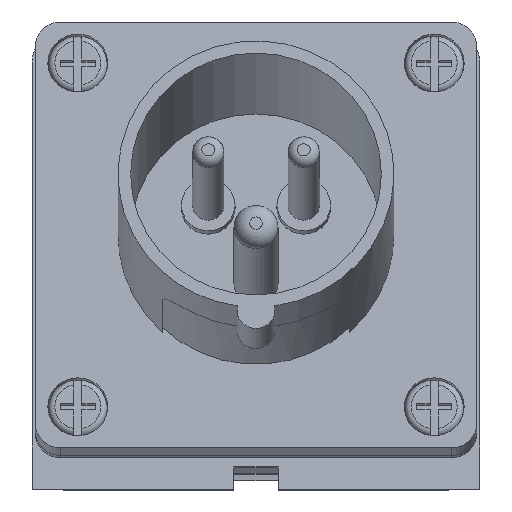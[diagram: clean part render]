
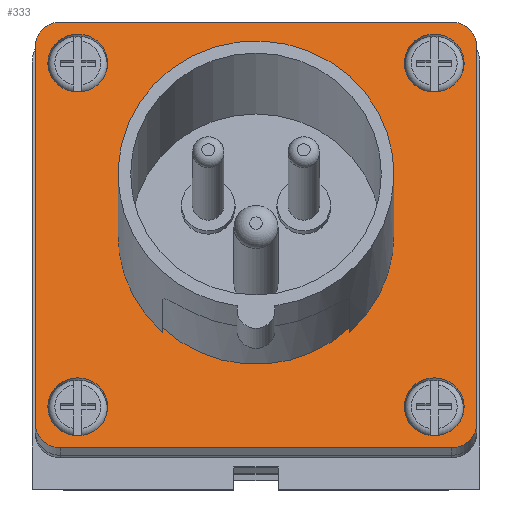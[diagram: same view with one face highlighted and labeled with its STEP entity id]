
A CAD part, top view. The second image highlights one B-rep face of the part: STEP entity #333.
In plain terms, the highlighted face is planar.
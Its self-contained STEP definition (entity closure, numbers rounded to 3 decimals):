
#241 = EDGE_CURVE ( 'NONE', #1794, #460, #2152, .T. ) ;
#278 = CARTESIAN_POINT ( 'NONE',  ( 28.25, 5., 33. ) ) ;
#333 = ADVANCED_FACE ( 'NONE', ( #3611, #6502, #6550, #5205, #4387, #7314 ), #1521, .F. ) ;
#432 = LINE ( 'NONE', #7109, #9346 ) ;
#460 = VERTEX_POINT ( 'NONE', #6444 ) ;
#523 = AXIS2_PLACEMENT_3D ( 'NONE', #1967, #7034, #8527 ) ;
#710 = AXIS2_PLACEMENT_3D ( 'NONE', #6364, #7238, #5751 ) ;
#820 = VERTEX_POINT ( 'NONE', #2917 ) ;
#822 = ORIENTED_EDGE ( 'NONE', *, *, #4182, .F. ) ;
#836 = CARTESIAN_POINT ( 'NONE',  ( -16.039, 5., 14.875 ) ) ;
#868 = CARTESIAN_POINT ( 'NONE',  ( 0., 5., 14.875 ) ) ;
#1027 = AXIS2_PLACEMENT_3D ( 'NONE', #1227, #3458, #2731 ) ;
#1047 = DIRECTION ( 'NONE',  ( 0., 0., 1. ) ) ;
#1225 = CARTESIAN_POINT ( 'NONE',  ( 35., 5., 31. ) ) ;
#1227 = CARTESIAN_POINT ( 'NONE',  ( -31., 5., 31. ) ) ;
#1253 = ORIENTED_EDGE ( 'NONE', *, *, #2200, .F. ) ;
#1345 = DIRECTION ( 'NONE',  ( 0., 0., -1. ) ) ;
#1423 = ORIENTED_EDGE ( 'NONE', *, *, #2668, .F. ) ;
#1446 = VERTEX_POINT ( 'NONE', #8992 ) ;
#1477 = CARTESIAN_POINT ( 'NONE',  ( 31., 5., -31. ) ) ;
#1521 = PLANE ( 'NONE',  #4409 ) ;
#1576 = CIRCLE ( 'NONE', #8204, 21.275 ) ;
#1749 = LINE ( 'NONE', #3303, #5821 ) ;
#1767 = CIRCLE ( 'NONE', #3626, 4. ) ;
#1794 = VERTEX_POINT ( 'NONE', #7135 ) ;
#1849 = EDGE_CURVE ( 'NONE', #8064, #3462, #4556, .T. ) ;
#1854 = ORIENTED_EDGE ( 'NONE', *, *, #3753, .T. ) ;
#1910 = DIRECTION ( 'NONE',  ( 0., 1., 0. ) ) ;
#1964 = EDGE_CURVE ( 'NONE', #5989, #1446, #1767, .T. ) ;
#1967 = CARTESIAN_POINT ( 'NONE',  ( 31., 5., 31. ) ) ;
#2112 = DIRECTION ( 'NONE',  ( 0., 1., 0. ) ) ;
#2152 = LINE ( 'NONE', #8183, #8093 ) ;
#2200 = EDGE_CURVE ( 'NONE', #8830, #8830, #5162, .T. ) ;
#2221 = VERTEX_POINT ( 'NONE', #8929 ) ;
#2375 = EDGE_CURVE ( 'NONE', #460, #4345, #1576, .T. ) ;
#2465 = CARTESIAN_POINT ( 'NONE',  ( 0., 5., 0. ) ) ;
#2527 = VECTOR ( 'NONE', #7569, 1000. ) ;
#2556 = DIRECTION ( 'NONE',  ( 0., 1., 0. ) ) ;
#2599 = LINE ( 'NONE', #4688, #2527 ) ;
#2668 = EDGE_CURVE ( 'NONE', #2221, #2221, #5926, .T. ) ;
#2731 = DIRECTION ( 'NONE',  ( 0., 0., -1. ) ) ;
#2885 = DIRECTION ( 'NONE',  ( 0., 0., -1. ) ) ;
#2917 = CARTESIAN_POINT ( 'NONE',  ( -35., 5., -31. ) ) ;
#2998 = CIRCLE ( 'NONE', #7753, 4.75 ) ;
#3141 = CARTESIAN_POINT ( 'NONE',  ( -35., 5., 31. ) ) ;
#3176 = CARTESIAN_POINT ( 'NONE',  ( 28.25, 5., 28.25 ) ) ;
#3177 = DIRECTION ( 'NONE',  ( 0., 1., 0. ) ) ;
#3292 = EDGE_CURVE ( 'NONE', #4925, #820, #6744, .T. ) ;
#3303 = CARTESIAN_POINT ( 'NONE',  ( -35., 5., -35. ) ) ;
#3454 = CARTESIAN_POINT ( 'NONE',  ( 28.25, 5., -28.25 ) ) ;
#3458 = DIRECTION ( 'NONE',  ( 0., 1., 0. ) ) ;
#3462 = VERTEX_POINT ( 'NONE', #1225 ) ;
#3611 = FACE_BOUND ( 'NONE', #4001, .T. ) ;
#3626 = AXIS2_PLACEMENT_3D ( 'NONE', #1477, #2112, #1345 ) ;
#3753 = EDGE_CURVE ( 'NONE', #1446, #4925, #2599, .T. ) ;
#3973 = DIRECTION ( 'NONE',  ( 0., 0., 1. ) ) ;
#3985 = CIRCLE ( 'NONE', #9371, 21.875 ) ;
#4001 = EDGE_LOOP ( 'NONE', ( #5836 ) ) ;
#4182 = EDGE_CURVE ( 'NONE', #6268, #6268, #2998, .T. ) ;
#4234 = AXIS2_PLACEMENT_3D ( 'NONE', #8563, #1910, #1047 ) ;
#4345 = VERTEX_POINT ( 'NONE', #7490 ) ;
#4386 = EDGE_CURVE ( 'NONE', #9391, #4345, #4561, .T. ) ;
#4387 = FACE_BOUND ( 'NONE', #6126, .T. ) ;
#4409 = AXIS2_PLACEMENT_3D ( 'NONE', #5784, #5105, #2885 ) ;
#4419 = CARTESIAN_POINT ( 'NONE',  ( 35., 5., -35. ) ) ;
#4556 = CIRCLE ( 'NONE', #523, 4. ) ;
#4561 = LINE ( 'NONE', #868, #8395 ) ;
#4562 = ORIENTED_EDGE ( 'NONE', *, *, #2375, .F. ) ;
#4688 = CARTESIAN_POINT ( 'NONE',  ( 35., 5., -35. ) ) ;
#4736 = CIRCLE ( 'NONE', #710, 4.75 ) ;
#4771 = CARTESIAN_POINT ( 'NONE',  ( 31., 5., 35. ) ) ;
#4863 = ORIENTED_EDGE ( 'NONE', *, *, #6794, .T. ) ;
#4903 = EDGE_CURVE ( 'NONE', #9135, #8283, #6730, .T. ) ;
#4925 = VERTEX_POINT ( 'NONE', #7795 ) ;
#4966 = ORIENTED_EDGE ( 'NONE', *, *, #4903, .T. ) ;
#5105 = DIRECTION ( 'NONE',  ( 0., -1., 0. ) ) ;
#5107 = EDGE_LOOP ( 'NONE', ( #1423 ) ) ;
#5162 = CIRCLE ( 'NONE', #4234, 4.75 ) ;
#5205 = FACE_BOUND ( 'NONE', #6636, .T. ) ;
#5336 = EDGE_CURVE ( 'NONE', #8283, #8064, #432, .T. ) ;
#5620 = ORIENTED_EDGE ( 'NONE', *, *, #1964, .T. ) ;
#5674 = DIRECTION ( 'NONE',  ( 0., 1., 0. ) ) ;
#5751 = DIRECTION ( 'NONE',  ( 0., 0., -1. ) ) ;
#5784 = CARTESIAN_POINT ( 'NONE',  ( 0., 5., 0. ) ) ;
#5821 = VECTOR ( 'NONE', #3973, 1000. ) ;
#5827 = CARTESIAN_POINT ( 'NONE',  ( -31., 5., 35. ) ) ;
#5836 = ORIENTED_EDGE ( 'NONE', *, *, #6591, .F. ) ;
#5883 = CARTESIAN_POINT ( 'NONE',  ( 0., 5., 0. ) ) ;
#5926 = CIRCLE ( 'NONE', #7148, 4.75 ) ;
#5989 = VERTEX_POINT ( 'NONE', #7447 ) ;
#6046 = ORIENTED_EDGE ( 'NONE', *, *, #241, .F. ) ;
#6109 = DIRECTION ( 'NONE',  ( 0., 0., 1. ) ) ;
#6110 = DIRECTION ( 'NONE',  ( 0., 0., -1. ) ) ;
#6126 = EDGE_LOOP ( 'NONE', ( #6972, #6129, #4562, #6046 ) ) ;
#6129 = ORIENTED_EDGE ( 'NONE', *, *, #4386, .T. ) ;
#6222 = VERTEX_POINT ( 'NONE', #7580 ) ;
#6243 = DIRECTION ( 'NONE',  ( 0., 1., 0. ) ) ;
#6268 = VERTEX_POINT ( 'NONE', #278 ) ;
#6364 = CARTESIAN_POINT ( 'NONE',  ( -28.25, 5., 28.25 ) ) ;
#6390 = DIRECTION ( 'NONE',  ( 0., 0., -1. ) ) ;
#6444 = CARTESIAN_POINT ( 'NONE',  ( -15.211, 5., -14.875 ) ) ;
#6502 = FACE_BOUND ( 'NONE', #7428, .T. ) ;
#6550 = FACE_BOUND ( 'NONE', #5107, .T. ) ;
#6575 = CARTESIAN_POINT ( 'NONE',  ( -28.25, 5., -23.5 ) ) ;
#6591 = EDGE_CURVE ( 'NONE', #6222, #6222, #4736, .T. ) ;
#6636 = EDGE_LOOP ( 'NONE', ( #1253 ) ) ;
#6644 = DIRECTION ( 'NONE',  ( 1., 0., 0. ) ) ;
#6730 = CIRCLE ( 'NONE', #1027, 4. ) ;
#6744 = CIRCLE ( 'NONE', #8280, 4. ) ;
#6794 = EDGE_CURVE ( 'NONE', #820, #9135, #1749, .T. ) ;
#6854 = DIRECTION ( 'NONE',  ( 1., 0., 0. ) ) ;
#6939 = ORIENTED_EDGE ( 'NONE', *, *, #1849, .T. ) ;
#6957 = EDGE_CURVE ( 'NONE', #3462, #5989, #8066, .T. ) ;
#6961 = EDGE_LOOP ( 'NONE', ( #9369, #6939, #8476, #5620, #1854, #9147, #4863, #4966 ) ) ;
#6972 = ORIENTED_EDGE ( 'NONE', *, *, #8757, .F. ) ;
#7034 = DIRECTION ( 'NONE',  ( 0., 1., 0. ) ) ;
#7109 = CARTESIAN_POINT ( 'NONE',  ( 35., 5., 35. ) ) ;
#7135 = CARTESIAN_POINT ( 'NONE',  ( -16.039, 5., -14.875 ) ) ;
#7148 = AXIS2_PLACEMENT_3D ( 'NONE', #3454, #5674, #6390 ) ;
#7155 = DIRECTION ( 'NONE',  ( 1., 0., 0. ) ) ;
#7203 = VECTOR ( 'NONE', #8836, 1000. ) ;
#7238 = DIRECTION ( 'NONE',  ( 0., 1., 0. ) ) ;
#7314 = FACE_OUTER_BOUND ( 'NONE', #6961, .T. ) ;
#7428 = EDGE_LOOP ( 'NONE', ( #822 ) ) ;
#7447 = CARTESIAN_POINT ( 'NONE',  ( 35., 5., -31. ) ) ;
#7490 = CARTESIAN_POINT ( 'NONE',  ( -15.211, 5., 14.875 ) ) ;
#7569 = DIRECTION ( 'NONE',  ( -1., 0., 0. ) ) ;
#7580 = CARTESIAN_POINT ( 'NONE',  ( -28.25, 5., 23.5 ) ) ;
#7753 = AXIS2_PLACEMENT_3D ( 'NONE', #3176, #6243, #6109 ) ;
#7795 = CARTESIAN_POINT ( 'NONE',  ( -31., 5., -35. ) ) ;
#7899 = DIRECTION ( 'NONE',  ( 0., 0., 1. ) ) ;
#8064 = VERTEX_POINT ( 'NONE', #4771 ) ;
#8066 = LINE ( 'NONE', #4419, #7203 ) ;
#8093 = VECTOR ( 'NONE', #6644, 1000. ) ;
#8183 = CARTESIAN_POINT ( 'NONE',  ( 0., 5., -14.875 ) ) ;
#8204 = AXIS2_PLACEMENT_3D ( 'NONE', #5883, #8759, #7899 ) ;
#8280 = AXIS2_PLACEMENT_3D ( 'NONE', #9090, #3177, #6110 ) ;
#8283 = VERTEX_POINT ( 'NONE', #5827 ) ;
#8338 = DIRECTION ( 'NONE',  ( 0., 0., -1. ) ) ;
#8395 = VECTOR ( 'NONE', #6854, 1000. ) ;
#8476 = ORIENTED_EDGE ( 'NONE', *, *, #6957, .T. ) ;
#8527 = DIRECTION ( 'NONE',  ( 0., 0., -1. ) ) ;
#8563 = CARTESIAN_POINT ( 'NONE',  ( -28.25, 5., -28.25 ) ) ;
#8757 = EDGE_CURVE ( 'NONE', #9391, #1794, #3985, .T. ) ;
#8759 = DIRECTION ( 'NONE',  ( 0., 1., 0. ) ) ;
#8830 = VERTEX_POINT ( 'NONE', #6575 ) ;
#8836 = DIRECTION ( 'NONE',  ( 0., 0., -1. ) ) ;
#8929 = CARTESIAN_POINT ( 'NONE',  ( 28.25, 5., -33. ) ) ;
#8992 = CARTESIAN_POINT ( 'NONE',  ( 31., 5., -35. ) ) ;
#9090 = CARTESIAN_POINT ( 'NONE',  ( -31., 5., -31. ) ) ;
#9135 = VERTEX_POINT ( 'NONE', #3141 ) ;
#9147 = ORIENTED_EDGE ( 'NONE', *, *, #3292, .T. ) ;
#9346 = VECTOR ( 'NONE', #7155, 1000. ) ;
#9369 = ORIENTED_EDGE ( 'NONE', *, *, #5336, .T. ) ;
#9371 = AXIS2_PLACEMENT_3D ( 'NONE', #2465, #2556, #8338 ) ;
#9391 = VERTEX_POINT ( 'NONE', #836 ) ;
